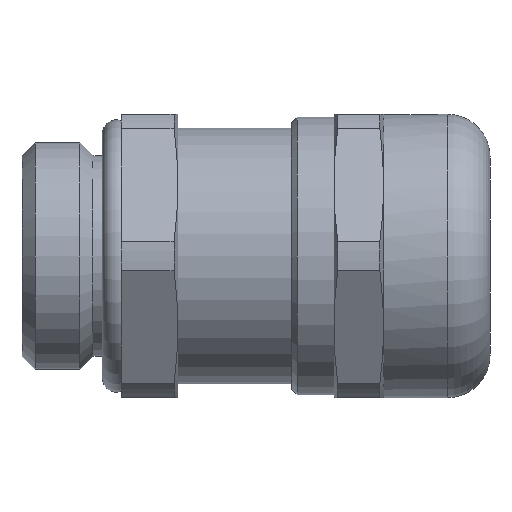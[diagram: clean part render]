
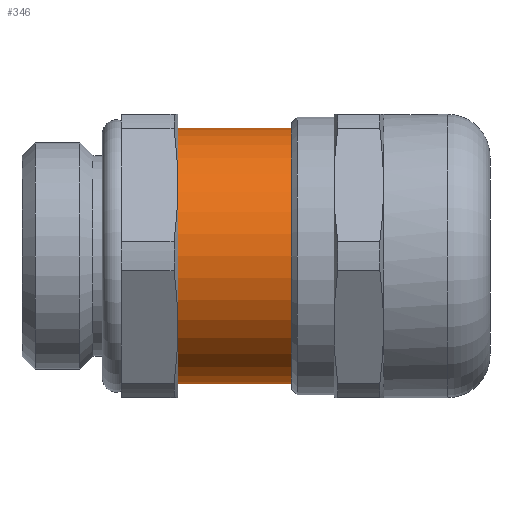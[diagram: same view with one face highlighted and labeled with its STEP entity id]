
A CAD part, front view. The second image highlights one B-rep face of the part: STEP entity #346.
In plain terms, the highlighted cylindrical face has radius 9 mm (diameter 18 mm), a full revolution.
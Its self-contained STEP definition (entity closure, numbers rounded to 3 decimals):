
#346 = ADVANCED_FACE( '', ( #713, #714 ), #715, .T. );
#713 = FACE_OUTER_BOUND( '', #1077, .T. );
#714 = FACE_OUTER_BOUND( '', #1078, .T. );
#715 = CYLINDRICAL_SURFACE( '', #1079, 9. );
#1077 = EDGE_LOOP( '', ( #2027 ) );
#1078 = EDGE_LOOP( '', ( #2028 ) );
#1079 = AXIS2_PLACEMENT_3D( '', #2029, #2030, #2031 );
#2027 = ORIENTED_EDGE( '', *, *, #2304, .T. );
#2028 = ORIENTED_EDGE( '', *, *, #2138, .F. );
#2029 = CARTESIAN_POINT( '', ( 33., 0., 0. ) );
#2030 = DIRECTION( '', ( -1., 0., 0. ) );
#2031 = DIRECTION( '', ( 0., 0., -1. ) );
#2138 = EDGE_CURVE( '', #2571, #2571, #2572, .T. );
#2304 = EDGE_CURVE( '', #2822, #2822, #2823, .T. );
#2571 = VERTEX_POINT( '', #3220 );
#2572 = CIRCLE( '', #3221, 9. );
#2822 = VERTEX_POINT( '', #3669 );
#2823 = CIRCLE( '', #3670, 9. );
#3220 = CARTESIAN_POINT( '', ( 19., 0., -9. ) );
#3221 = AXIS2_PLACEMENT_3D( '', #3981, #3982, #3983 );
#3669 = CARTESIAN_POINT( '', ( 10.99, 0., -9. ) );
#3670 = AXIS2_PLACEMENT_3D( '', #4191, #4192, #4193 );
#3981 = CARTESIAN_POINT( '', ( 19., 0., 0. ) );
#3982 = DIRECTION( '', ( 1., 0., 0. ) );
#3983 = DIRECTION( '', ( 0., 0., -1. ) );
#4191 = CARTESIAN_POINT( '', ( 10.99, 0., 0. ) );
#4192 = DIRECTION( '', ( 1., 0., 0. ) );
#4193 = DIRECTION( '', ( 0., 0., -1. ) );
